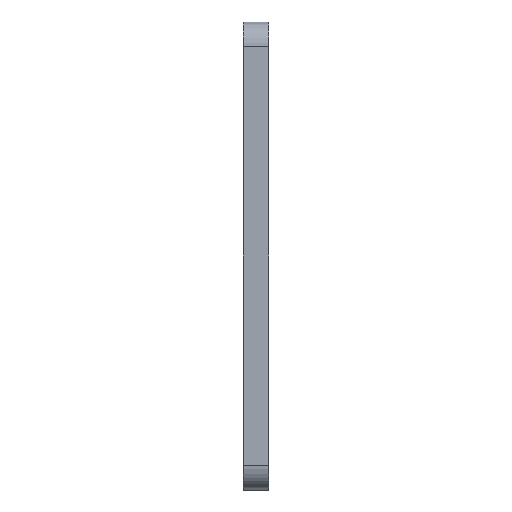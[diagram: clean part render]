
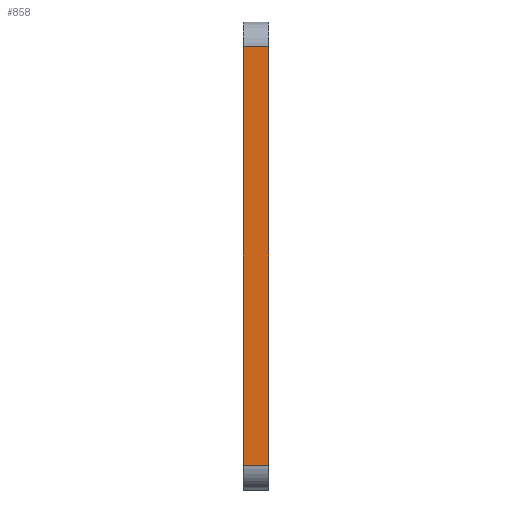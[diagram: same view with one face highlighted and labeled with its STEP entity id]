
A CAD part, left-side view. The second image highlights one B-rep face of the part: STEP entity #858.
In plain terms, the highlighted planar face has unit normal (-1, 0, 0).
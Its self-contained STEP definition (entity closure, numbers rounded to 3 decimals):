
#6 = DIRECTION ( 'NONE',  ( 0., 0., -1. ) ) ;
#17 = FACE_OUTER_BOUND ( 'NONE', #599, .T. ) ;
#88 = DIRECTION ( 'NONE',  ( 1., 0., 0. ) ) ;
#132 = CARTESIAN_POINT ( 'NONE',  ( -80.009, 3., 28.604 ) ) ;
#148 = VERTEX_POINT ( 'NONE', #132 ) ;
#149 = VECTOR ( 'NONE', #1033, 1000. ) ;
#202 = DIRECTION ( 'NONE',  ( 0., -1., 0. ) ) ;
#233 = CARTESIAN_POINT ( 'NONE',  ( -80.009, 3., 28.604 ) ) ;
#289 = DIRECTION ( 'NONE',  ( 0., 0., 1. ) ) ;
#350 = VECTOR ( 'NONE', #601, 1000. ) ;
#413 = LINE ( 'NONE', #233, #350 ) ;
#483 = LINE ( 'NONE', #854, #149 ) ;
#542 = ORIENTED_EDGE ( 'NONE', *, *, #956, .T. ) ;
#570 = EDGE_CURVE ( 'NONE', #722, #148, #483, .T. ) ;
#599 = EDGE_LOOP ( 'NONE', ( #1197, #1183, #641, #542 ) ) ;
#601 = DIRECTION ( 'NONE',  ( 0., -1., 0. ) ) ;
#641 = ORIENTED_EDGE ( 'NONE', *, *, #570, .F. ) ;
#642 = EDGE_CURVE ( 'NONE', #148, #946, #413, .T. ) ;
#678 = LINE ( 'NONE', #957, #939 ) ;
#681 = CARTESIAN_POINT ( 'NONE',  ( -80.009, 3., -21.403 ) ) ;
#722 = VERTEX_POINT ( 'NONE', #1020 ) ;
#753 = VERTEX_POINT ( 'NONE', #1026 ) ;
#853 = PLANE ( 'NONE',  #1140 ) ;
#854 = CARTESIAN_POINT ( 'NONE',  ( -80.009, 3., -21.403 ) ) ;
#858 = ADVANCED_FACE ( 'NONE', ( #17 ), #853, .F. ) ;
#867 = EDGE_CURVE ( 'NONE', #753, #946, #678, .T. ) ;
#879 = VECTOR ( 'NONE', #202, 1000. ) ;
#939 = VECTOR ( 'NONE', #289, 1000. ) ;
#946 = VERTEX_POINT ( 'NONE', #1053 ) ;
#956 = EDGE_CURVE ( 'NONE', #722, #753, #1031, .T. ) ;
#957 = CARTESIAN_POINT ( 'NONE',  ( -80.009, 0., -21.403 ) ) ;
#1020 = CARTESIAN_POINT ( 'NONE',  ( -80.009, 3., -21.403 ) ) ;
#1026 = CARTESIAN_POINT ( 'NONE',  ( -80.009, 0., -21.403 ) ) ;
#1031 = LINE ( 'NONE', #1142, #879 ) ;
#1033 = DIRECTION ( 'NONE',  ( 0., 0., 1. ) ) ;
#1053 = CARTESIAN_POINT ( 'NONE',  ( -80.009, 0., 28.604 ) ) ;
#1140 = AXIS2_PLACEMENT_3D ( 'NONE', #681, #88, #6 ) ;
#1142 = CARTESIAN_POINT ( 'NONE',  ( -80.009, 3., -21.403 ) ) ;
#1183 = ORIENTED_EDGE ( 'NONE', *, *, #642, .F. ) ;
#1197 = ORIENTED_EDGE ( 'NONE', *, *, #867, .T. ) ;
